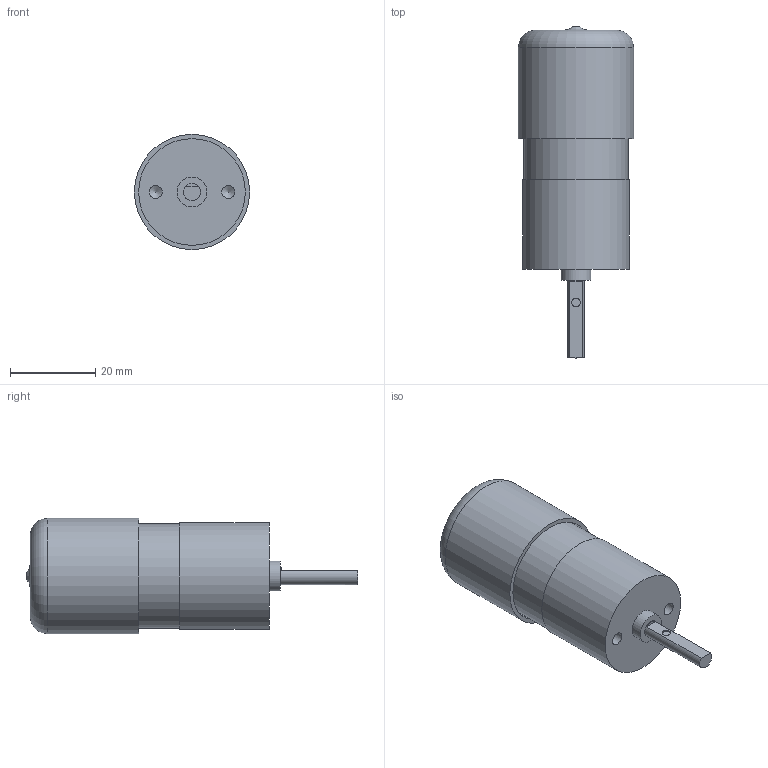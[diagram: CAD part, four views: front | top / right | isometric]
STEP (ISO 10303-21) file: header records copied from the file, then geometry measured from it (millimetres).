
FILE_DESCRIPTION( ( '' ), ' ' );
FILE_NAME( '5abbea63f45b081002070865.step', '2018-03-28T19:17:56', ( '' ), ( '' ), ' ', ' ', ' ' );
FILE_SCHEMA( ( 'AUTOMOTIVE_DESIGN { 1 0 10303 214 1 1 1 1 }' ) );
Length unit declared in the file: metre
Products named in the file (3): Assem1; 45-0034 Motor; 6V Motor End Cap
Assembly tree (2 placements, depth 2):
  Assem1
    45-0034 Motor
    6V Motor End Cap
Bounding box: 27 x 77.8 x 27 mm (x, y, z)
Volume: 27526.1 mm3; surface area: 10502 mm2
Topology: 2 solids, 2 shells, 43 faces, 84 edges, 55 vertices
Faces by surface type: plane 22, cylinder 15, torus 3, cone 2, bspline 1
Full cylindrical faces by diameter (mm): 1.2 x2, 2 x1, 3 x2, 4 x1, 6.45 x1, 7 x1, 24 x1, 24.4 x1, 25 x2, 27 x1
Entity records: 1135 total; most frequent: DIRECTION 186, CARTESIAN_POINT 185, ORIENTED_EDGE 120, AXIS2_PLACEMENT_3D 81, EDGE_LOOP 76, FACE_OUTER_BOUND 60, EDGE_CURVE 60, VERTEX_POINT 52
